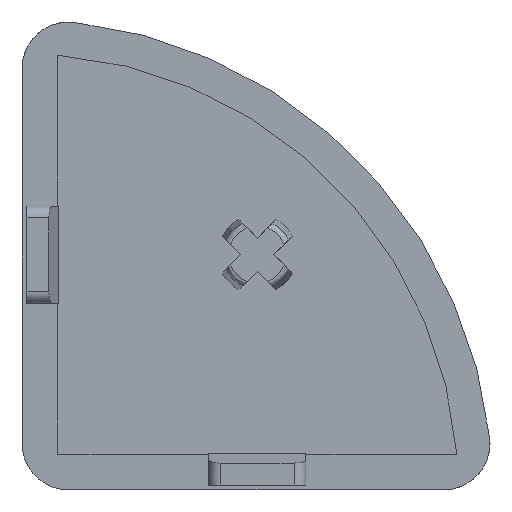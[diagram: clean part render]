
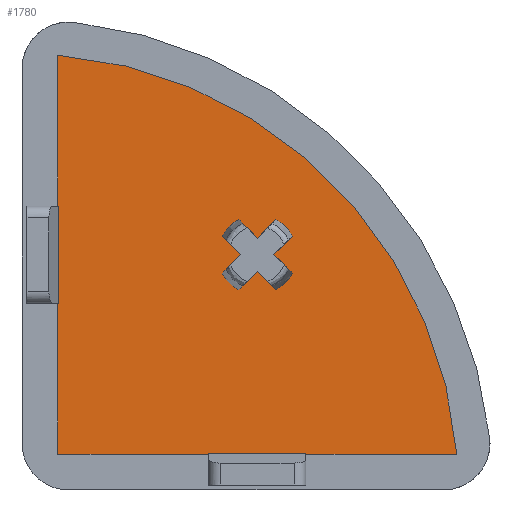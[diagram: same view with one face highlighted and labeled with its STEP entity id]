
A CAD part, front view. The second image highlights one B-rep face of the part: STEP entity #1780.
In plain terms, the highlighted planar face has unit normal (0, -1, 0).
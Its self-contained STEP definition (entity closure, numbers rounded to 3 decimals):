
#1 = EDGE_LOOP ( 'NONE', ( #1468, #1843, #1767 ) ) ;
#52 = CARTESIAN_POINT ( 'NONE',  ( 3.005, -3., 1.591 ) ) ;
#66 = EDGE_CURVE ( 'NONE', #1118, #155, #1636, .T. ) ;
#76 = DIRECTION ( 'NONE',  ( -0.707, 0., -0.707 ) ) ;
#152 = ORIENTED_EDGE ( 'NONE', *, *, #850, .F. ) ;
#155 = VERTEX_POINT ( 'NONE', #1961 ) ;
#169 = VECTOR ( 'NONE', #919, 1000. ) ;
#203 = DIRECTION ( 'NONE',  ( 0.707, 0., -0.707 ) ) ;
#208 = CARTESIAN_POINT ( 'NONE',  ( 3.005, -3., -1.591 ) ) ;
#216 = DIRECTION ( 'NONE',  ( -0.707, 0., 0.707 ) ) ;
#237 = FACE_BOUND ( 'NONE', #1260, .T. ) ;
#256 = DIRECTION ( 'NONE',  ( -1., 0., 0. ) ) ;
#261 = EDGE_CURVE ( 'NONE', #1446, #1589, #1228, .T. ) ;
#283 = CARTESIAN_POINT ( 'NONE',  ( 1.591, -3., 3.005 ) ) ;
#288 = ORIENTED_EDGE ( 'NONE', *, *, #462, .F. ) ;
#292 = CARTESIAN_POINT ( 'NONE',  ( -17.064, -3., -17.064 ) ) ;
#305 = VECTOR ( 'NONE', #1300, 1000. ) ;
#326 = LINE ( 'NONE', #652, #444 ) ;
#376 = DIRECTION ( 'NONE',  ( 0., -1., 0. ) ) ;
#377 = VECTOR ( 'NONE', #1616, 1000. ) ;
#427 = ORIENTED_EDGE ( 'NONE', *, *, #1286, .F. ) ;
#444 = VECTOR ( 'NONE', #203, 1000. ) ;
#462 = EDGE_CURVE ( 'NONE', #155, #1442, #1299, .T. ) ;
#468 = DIRECTION ( 'NONE',  ( 0., 0., 1. ) ) ;
#502 = EDGE_CURVE ( 'NONE', #1446, #1859, #1401, .T. ) ;
#521 = VERTEX_POINT ( 'NONE', #1634 ) ;
#527 = CARTESIAN_POINT ( 'NONE',  ( 3.005, -3., -1.591 ) ) ;
#532 = CARTESIAN_POINT ( 'NONE',  ( -17.064, -3., -17.064 ) ) ;
#535 = CARTESIAN_POINT ( 'NONE',  ( 1.414, -3., 0. ) ) ;
#543 = CARTESIAN_POINT ( 'NONE',  ( 1.414, -3., 0. ) ) ;
#548 = CARTESIAN_POINT ( 'NONE',  ( 17.064, -3., -17.064 ) ) ;
#557 = VECTOR ( 'NONE', #1984, 1000. ) ;
#563 = LINE ( 'NONE', #1376, #169 ) ;
#573 = VERTEX_POINT ( 'NONE', #700 ) ;
#583 = CARTESIAN_POINT ( 'NONE',  ( -1.591, -3., 3.005 ) ) ;
#585 = LINE ( 'NONE', #741, #557 ) ;
#591 = ORIENTED_EDGE ( 'NONE', *, *, #1083, .F. ) ;
#600 = VERTEX_POINT ( 'NONE', #535 ) ;
#629 = EDGE_CURVE ( 'NONE', #866, #1637, #1679, .T. ) ;
#644 = EDGE_CURVE ( 'NONE', #1442, #573, #585, .T. ) ;
#652 = CARTESIAN_POINT ( 'NONE',  ( 0., -3., -1.414 ) ) ;
#679 = DIRECTION ( 'NONE',  ( 0.707, 0., -0.707 ) ) ;
#700 = CARTESIAN_POINT ( 'NONE',  ( -3.005, -3., -1.591 ) ) ;
#741 = CARTESIAN_POINT ( 'NONE',  ( -1.414, -3., 0. ) ) ;
#753 = CARTESIAN_POINT ( 'NONE',  ( -1.414, -3., 0. ) ) ;
#784 = DIRECTION ( 'NONE',  ( 0., -1., 0. ) ) ;
#805 = DIRECTION ( 'NONE',  ( 0., 0., 1. ) ) ;
#816 = CARTESIAN_POINT ( 'NONE',  ( 1.591, -3., -3.005 ) ) ;
#830 = LINE ( 'NONE', #1604, #1448 ) ;
#850 = EDGE_CURVE ( 'NONE', #573, #1362, #1724, .T. ) ;
#866 = VERTEX_POINT ( 'NONE', #816 ) ;
#880 = AXIS2_PLACEMENT_3D ( 'NONE', #1317, #1483, #892 ) ;
#892 = DIRECTION ( 'NONE',  ( 0., 0., 1. ) ) ;
#905 = VECTOR ( 'NONE', #679, 1000. ) ;
#919 = DIRECTION ( 'NONE',  ( 0.707, 0., 0.707 ) ) ;
#929 = ORIENTED_EDGE ( 'NONE', *, *, #1638, .F. ) ;
#946 = EDGE_CURVE ( 'NONE', #521, #866, #326, .T. ) ;
#964 = DIRECTION ( 'NONE',  ( -0.707, 0., 0.707 ) ) ;
#965 = AXIS2_PLACEMENT_3D ( 'NONE', #1548, #784, #805 ) ;
#969 = CARTESIAN_POINT ( 'NONE',  ( 0., -3., 1.414 ) ) ;
#1073 = CARTESIAN_POINT ( 'NONE',  ( -20.064, -3., -20.064 ) ) ;
#1083 = EDGE_CURVE ( 'NONE', #600, #1184, #1974, .T. ) ;
#1114 = FACE_OUTER_BOUND ( 'NONE', #1, .T. ) ;
#1118 = VERTEX_POINT ( 'NONE', #583 ) ;
#1121 = CARTESIAN_POINT ( 'NONE',  ( 0., -3., 0. ) ) ;
#1178 = CARTESIAN_POINT ( 'NONE',  ( 0., -3., 0. ) ) ;
#1184 = VERTEX_POINT ( 'NONE', #52 ) ;
#1186 = EDGE_CURVE ( 'NONE', #1184, #1821, #1723, .T. ) ;
#1192 = DIRECTION ( 'NONE',  ( 0., -1., 0. ) ) ;
#1199 = LINE ( 'NONE', #1273, #1246 ) ;
#1222 = DIRECTION ( 'NONE',  ( 0., -1., 0. ) ) ;
#1228 = CIRCLE ( 'NONE', #1514, 37.25 ) ;
#1239 = ORIENTED_EDGE ( 'NONE', *, *, #1259, .F. ) ;
#1246 = VECTOR ( 'NONE', #76, 1000. ) ;
#1259 = EDGE_CURVE ( 'NONE', #1821, #1663, #1199, .T. ) ;
#1260 = EDGE_LOOP ( 'NONE', ( #1820, #427, #1239, #1985, #591, #929, #1608, #1462, #1796, #152, #1374, #288 ) ) ;
#1273 = CARTESIAN_POINT ( 'NONE',  ( 1.591, -3., 3.005 ) ) ;
#1274 = VECTOR ( 'NONE', #964, 1000. ) ;
#1286 = EDGE_CURVE ( 'NONE', #1663, #1118, #830, .T. ) ;
#1299 = LINE ( 'NONE', #1606, #905 ) ;
#1300 = DIRECTION ( 'NONE',  ( 0.707, 0., 0.707 ) ) ;
#1301 = AXIS2_PLACEMENT_3D ( 'NONE', #1178, #1192, #1836 ) ;
#1317 = CARTESIAN_POINT ( 'NONE',  ( 0., -3., 0. ) ) ;
#1346 = PLANE ( 'NONE',  #1360 ) ;
#1360 = AXIS2_PLACEMENT_3D ( 'NONE', #1838, #1516, #1471 ) ;
#1362 = VERTEX_POINT ( 'NONE', #1493 ) ;
#1374 = ORIENTED_EDGE ( 'NONE', *, *, #644, .F. ) ;
#1376 = CARTESIAN_POINT ( 'NONE',  ( -1.591, -3., -3.005 ) ) ;
#1401 = LINE ( 'NONE', #548, #1609 ) ;
#1435 = LINE ( 'NONE', #532, #377 ) ;
#1442 = VERTEX_POINT ( 'NONE', #753 ) ;
#1446 = VERTEX_POINT ( 'NONE', #1555 ) ;
#1448 = VECTOR ( 'NONE', #216, 1000. ) ;
#1462 = ORIENTED_EDGE ( 'NONE', *, *, #946, .F. ) ;
#1468 = ORIENTED_EDGE ( 'NONE', *, *, #502, .F. ) ;
#1471 = DIRECTION ( 'NONE',  ( 0., 0., 1. ) ) ;
#1483 = DIRECTION ( 'NONE',  ( 0., -1., 0. ) ) ;
#1493 = CARTESIAN_POINT ( 'NONE',  ( -1.591, -3., -3.005 ) ) ;
#1514 = AXIS2_PLACEMENT_3D ( 'NONE', #1073, #1222, #468 ) ;
#1516 = DIRECTION ( 'NONE',  ( 0., 1., 0. ) ) ;
#1548 = CARTESIAN_POINT ( 'NONE',  ( 0., -3., 0. ) ) ;
#1555 = CARTESIAN_POINT ( 'NONE',  ( 17.065, -3., -17.064 ) ) ;
#1589 = VERTEX_POINT ( 'NONE', #1923 ) ;
#1604 = CARTESIAN_POINT ( 'NONE',  ( 0., -3., 1.414 ) ) ;
#1606 = CARTESIAN_POINT ( 'NONE',  ( -3.005, -3., 1.591 ) ) ;
#1608 = ORIENTED_EDGE ( 'NONE', *, *, #629, .F. ) ;
#1609 = VECTOR ( 'NONE', #256, 1000. ) ;
#1616 = DIRECTION ( 'NONE',  ( 0., 0., 1. ) ) ;
#1634 = CARTESIAN_POINT ( 'NONE',  ( 0., -3., -1.414 ) ) ;
#1636 = CIRCLE ( 'NONE', #880, 3.4 ) ;
#1637 = VERTEX_POINT ( 'NONE', #208 ) ;
#1638 = EDGE_CURVE ( 'NONE', #1637, #600, #1649, .T. ) ;
#1649 = LINE ( 'NONE', #527, #1274 ) ;
#1663 = VERTEX_POINT ( 'NONE', #969 ) ;
#1679 = CIRCLE ( 'NONE', #1301, 3.4 ) ;
#1722 = AXIS2_PLACEMENT_3D ( 'NONE', #1121, #376, #1764 ) ;
#1723 = CIRCLE ( 'NONE', #1722, 3.4 ) ;
#1724 = CIRCLE ( 'NONE', #965, 3.4 ) ;
#1748 = EDGE_CURVE ( 'NONE', #1859, #1589, #1435, .T. ) ;
#1764 = DIRECTION ( 'NONE',  ( 0., 0., 1. ) ) ;
#1767 = ORIENTED_EDGE ( 'NONE', *, *, #1748, .F. ) ;
#1780 = ADVANCED_FACE ( 'NONE', ( #237, #1114 ), #1346, .F. ) ;
#1796 = ORIENTED_EDGE ( 'NONE', *, *, #1960, .F. ) ;
#1820 = ORIENTED_EDGE ( 'NONE', *, *, #66, .F. ) ;
#1821 = VERTEX_POINT ( 'NONE', #283 ) ;
#1836 = DIRECTION ( 'NONE',  ( 0., 0., 1. ) ) ;
#1838 = CARTESIAN_POINT ( 'NONE',  ( -20.064, -3., -20.064 ) ) ;
#1843 = ORIENTED_EDGE ( 'NONE', *, *, #261, .T. ) ;
#1859 = VERTEX_POINT ( 'NONE', #292 ) ;
#1923 = CARTESIAN_POINT ( 'NONE',  ( -17.064, -3., 17.065 ) ) ;
#1960 = EDGE_CURVE ( 'NONE', #1362, #521, #563, .T. ) ;
#1961 = CARTESIAN_POINT ( 'NONE',  ( -3.005, -3., 1.591 ) ) ;
#1974 = LINE ( 'NONE', #543, #305 ) ;
#1984 = DIRECTION ( 'NONE',  ( -0.707, 0., -0.707 ) ) ;
#1985 = ORIENTED_EDGE ( 'NONE', *, *, #1186, .F. ) ;
